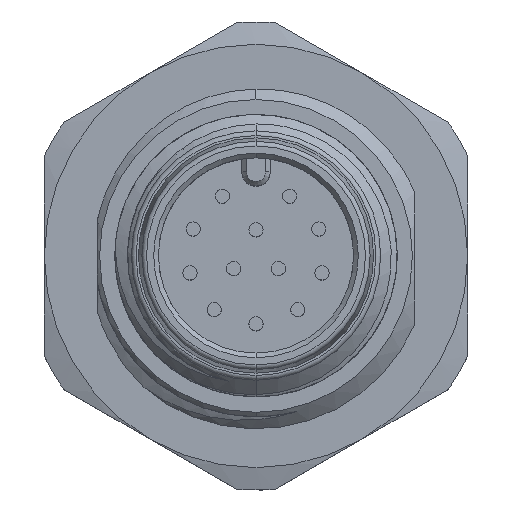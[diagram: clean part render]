
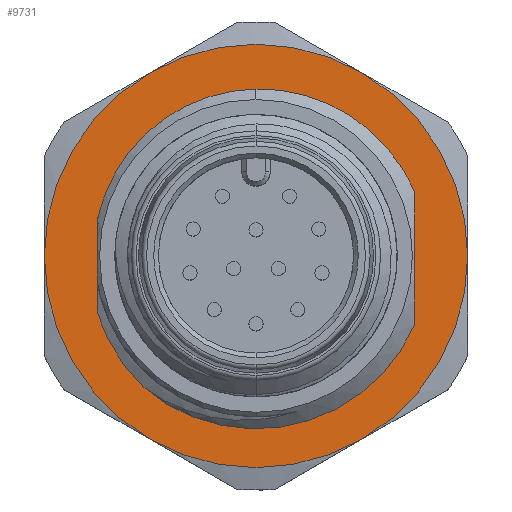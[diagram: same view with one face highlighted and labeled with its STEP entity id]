
A CAD part, top view. The second image highlights one B-rep face of the part: STEP entity #9731.
In plain terms, the highlighted planar face has unit normal (0, 0, 1).
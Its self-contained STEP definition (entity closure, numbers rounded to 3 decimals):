
#2583=CARTESIAN_POINT('',(0.,0.,-11.7));
#2584=DIRECTION('',(0.,0.,-1.));
#2585=DIRECTION('',(0.918,-0.396,0.));
#2586=AXIS2_PLACEMENT_3D('',#2583,#2584,#2585);
#2661=CARTESIAN_POINT('',(0.,0.,-11.7));
#2662=DIRECTION('',(0.,0.,-1.));
#2663=DIRECTION('',(0.5,0.866,0.));
#2664=AXIS2_PLACEMENT_3D('',#2661,#2662,#2663);
#2669=CARTESIAN_POINT('',(0.,0.,-11.7));
#2670=DIRECTION('',(0.,0.,-1.));
#2671=DIRECTION('',(1.,0.,0.));
#2672=AXIS2_PLACEMENT_3D('',#2669,#2670,#2671);
#2677=CARTESIAN_POINT('',(0.,0.,-11.7));
#2678=DIRECTION('',(0.,0.,-1.));
#2679=DIRECTION('',(-0.5,-0.866,0.));
#2680=AXIS2_PLACEMENT_3D('',#2677,#2678,#2679);
#2685=CARTESIAN_POINT('',(0.,0.,-11.7));
#2686=DIRECTION('',(0.,0.,-1.));
#2687=DIRECTION('',(-1.,0.,0.));
#2688=AXIS2_PLACEMENT_3D('',#2685,#2686,#2687);
#2693=DIRECTION('',(0.,1.,0.));
#2694=VECTOR('',#2693,3.909);
#2695=CARTESIAN_POINT('',(-6.75,-2.348,-11.7));
#2696=LINE('',#2695,#2694);
#2707=CARTESIAN_POINT('',(-4.807,-5.56,
-11.7));
#2708=CARTESIAN_POINT('',(-4.939,-5.434,
-11.7));
#2709=CARTESIAN_POINT('',(-5.192,-5.172,
-11.7));
#2710=CARTESIAN_POINT('',(-5.541,-4.75,
-11.7));
#2711=CARTESIAN_POINT('',(-5.857,-4.307,
-11.7));
#2712=CARTESIAN_POINT('',(-6.137,-3.842,
-11.7));
#2713=CARTESIAN_POINT('',(-6.382,-3.359,
-11.7));
#2714=CARTESIAN_POINT('',(-6.588,-2.86,
-11.7));
#2715=CARTESIAN_POINT('',(-6.7,-2.52,
-11.7));
#2716=CARTESIAN_POINT('',(-6.75,-2.348,-11.7));
#2762=CARTESIAN_POINT('',(-6.75,1.561,-11.7));
#2763=CARTESIAN_POINT('',(-6.699,1.735,
-11.7));
#2764=CARTESIAN_POINT('',(-6.585,2.078,
-11.7));
#2765=CARTESIAN_POINT('',(-6.373,2.577,
-11.7));
#2766=CARTESIAN_POINT('',(-6.208,2.894,
-11.7));
#2767=CARTESIAN_POINT('',(-6.119,3.049,
-11.7));
#2808=CARTESIAN_POINT('',(-6.119,3.049,
-11.7));
#2809=CARTESIAN_POINT('',(-6.035,3.218,
-11.7));
#2810=CARTESIAN_POINT('',(-5.853,3.548,
-11.7));
#2811=CARTESIAN_POINT('',(-5.54,4.019,
-11.7));
#2812=CARTESIAN_POINT('',(-5.189,4.463,
-11.7));
#2813=CARTESIAN_POINT('',(-4.803,4.876,
-11.7));
#2814=CARTESIAN_POINT('',(-4.384,5.257,
-11.7));
#2815=CARTESIAN_POINT('',(-3.935,5.601,
-11.7));
#2816=CARTESIAN_POINT('',(-3.459,5.906,
-11.7));
#2817=CARTESIAN_POINT('',(-2.959,6.172,
-11.7));
#2818=CARTESIAN_POINT('',(-2.44,6.395,
-11.7));
#2819=CARTESIAN_POINT('',(-1.903,6.575,
-11.7));
#2820=CARTESIAN_POINT('',(-1.353,6.709,
-11.7));
#2821=CARTESIAN_POINT('',(-0.795,6.798,
-11.7));
#2822=CARTESIAN_POINT('',(-0.23,6.841,
-11.7));
#2823=CARTESIAN_POINT('',(0.335,6.836,
-11.7));
#2824=CARTESIAN_POINT('',(0.899,6.785,
-11.7));
#2825=CARTESIAN_POINT('',(1.456,6.688,-11.7));
#2826=CARTESIAN_POINT('',(2.003,6.545,-11.7));
#2827=CARTESIAN_POINT('',(2.537,6.357,-11.7));
#2828=CARTESIAN_POINT('',(2.88,6.203,-11.7));
#2829=CARTESIAN_POINT('',(3.049,6.119,-11.7));
#2879=CARTESIAN_POINT('',(3.049,6.119,-11.7));
#2880=CARTESIAN_POINT('',(3.213,6.049,-11.7));
#2881=CARTESIAN_POINT('',(3.535,5.895,-11.7));
#2882=CARTESIAN_POINT('',(4.001,5.627,-11.7));
#2883=CARTESIAN_POINT('',(4.447,5.321,-11.7));
#2884=CARTESIAN_POINT('',(4.868,4.981,-11.7));
#2885=CARTESIAN_POINT('',(5.263,4.608,-11.7));
#2886=CARTESIAN_POINT('',(5.629,4.204,-11.7));
#2887=CARTESIAN_POINT('',(5.963,3.771,-11.7));
#2888=CARTESIAN_POINT('',(6.264,3.312,-11.7));
#2889=CARTESIAN_POINT('',(6.529,2.83,-11.7));
#2890=CARTESIAN_POINT('',(6.681,2.495,-11.7));
#2891=CARTESIAN_POINT('',(6.75,2.324,-11.7));
#2983=DIRECTION('',(0.,-1.,0.));
#2984=VECTOR('',#2983,5.232);
#2985=CARTESIAN_POINT('',(6.75,2.324,-11.7));
#2986=LINE('',#2985,#2984);
#3784=CARTESIAN_POINT('',(0.,0.,-11.7));
#3785=DIRECTION('',(0.,0.,1.));
#3786=DIRECTION('',(0.5,0.866,0.));
#3787=AXIS2_PLACEMENT_3D('',#3784,#3785,#3786);
#4191=CARTESIAN_POINT('',(0.,0.,-11.7));
#4192=DIRECTION('',(0.,0.,1.));
#4193=DIRECTION('',(-0.5,-0.866,0.));
#4194=AXIS2_PLACEMENT_3D('',#4191,#4192,#4193);
#7025=CARTESIAN_POINT('',(-6.75,-2.348,-11.7));
#7026=CARTESIAN_POINT('',(-6.75,1.561,-11.7));
#7027=VERTEX_POINT('',#7025);
#7028=VERTEX_POINT('',#7026);
#7029=CARTESIAN_POINT('',(6.75,2.324,-11.7));
#7030=CARTESIAN_POINT('',(6.75,-2.909,-11.7));
#7031=VERTEX_POINT('',#7029);
#7032=VERTEX_POINT('',#7030);
#7033=VERTEX_POINT('',#2707);
#7046=CARTESIAN_POINT('',(4.5,7.794,-11.7));
#7047=CARTESIAN_POINT('',(9.,0.,-11.7));
#7048=VERTEX_POINT('',#7046);
#7049=VERTEX_POINT('',#7047);
#7050=CARTESIAN_POINT('',(4.5,-7.794,-11.7));
#7051=VERTEX_POINT('',#7050);
#7052=CARTESIAN_POINT('',(-4.5,-7.794,-11.7));
#7053=CARTESIAN_POINT('',(-9.,0.,-11.7));
#7054=VERTEX_POINT('',#7052);
#7055=VERTEX_POINT('',#7053);
#7056=CARTESIAN_POINT('',(-4.5,7.794,-11.7));
#7057=VERTEX_POINT('',#7056);
#7114=VERTEX_POINT('',#2767);
#7182=VERTEX_POINT('',#2879);
#9697=CARTESIAN_POINT('',(0.,0.,-11.7));
#9698=DIRECTION('',(0.,0.,1.));
#9699=DIRECTION('',(1.,0.,0.));
#9700=AXIS2_PLACEMENT_3D('',#9697,#9698,#9699);
#9701=PLANE('',#9700);
#9703=ORIENTED_EDGE('',*,*,#9702,.F.);
#9705=ORIENTED_EDGE('',*,*,#9704,.T.);
#9707=ORIENTED_EDGE('',*,*,#9706,.T.);
#9709=ORIENTED_EDGE('',*,*,#9708,.F.);
#9711=ORIENTED_EDGE('',*,*,#9710,.T.);
#9713=ORIENTED_EDGE('',*,*,#9712,.T.);
#9714=EDGE_LOOP('',(#9703,#9705,#9707,#9709,#9711,#9713));
#9715=FACE_OUTER_BOUND('',#9714,.F.);
#9717=ORIENTED_EDGE('',*,*,#9716,.F.);
#9719=ORIENTED_EDGE('',*,*,#9718,.F.);
#9720=ORIENTED_EDGE('',*,*,#9679,.F.);
#9722=ORIENTED_EDGE('',*,*,#9721,.F.);
#9724=ORIENTED_EDGE('',*,*,#9723,.F.);
#9726=ORIENTED_EDGE('',*,*,#9725,.F.);
#9728=ORIENTED_EDGE('',*,*,#9727,.F.);
#9729=EDGE_LOOP('',(#9717,#9719,#9720,#9722,#9724,#9726,#9728));
#9730=FACE_BOUND('',#9729,.F.);
#2587=CIRCLE('',#2586,7.35);
#2665=CIRCLE('',#2664,9.);
#2673=CIRCLE('',#2672,9.);
#2681=CIRCLE('',#2680,9.);
#2689=CIRCLE('',#2688,9.);
#2717=B_SPLINE_CURVE_WITH_KNOTS('',3,(#2707,#2708,#2709,#2710,#2711,#2712,#2713,
#2714,#2715,#2716),.UNSPECIFIED.,.F.,.F.,(4,1,1,1,1,1,1,4),(0.,
0.143,0.286,0.429,0.571,
0.714,0.857,1.),.UNSPECIFIED.);
#2768=B_SPLINE_CURVE_WITH_KNOTS('',3,(#2762,#2763,#2764,#2765,#2766,#2767),
.UNSPECIFIED.,.F.,.F.,(4,1,1,4),(0.,0.333,0.667,1.),
.UNSPECIFIED.);
#2830=B_SPLINE_CURVE_WITH_KNOTS('',3,(#2808,#2809,#2810,#2811,#2812,#2813,#2814,
#2815,#2816,#2817,#2818,#2819,#2820,#2821,#2822,#2823,#2824,#2825,#2826,#2827,
#2828,#2829),.UNSPECIFIED.,.F.,.F.,(4,1,1,1,1,1,1,1,1,1,1,1,1,1,1,1,1,1,1,4),(
0.,0.053,0.105,0.158,0.211,
0.263,0.316,0.368,0.421,
0.474,0.526,0.579,0.632,
0.684,0.737,0.789,0.842,
0.895,0.947,1.),.UNSPECIFIED.);
#2892=B_SPLINE_CURVE_WITH_KNOTS('',3,(#2879,#2880,#2881,#2882,#2883,#2884,#2885,
#2886,#2887,#2888,#2889,#2890,#2891),.UNSPECIFIED.,.F.,.F.,(4,1,1,1,1,1,1,1,1,1,
4),(0.,0.1,0.2,0.3,0.4,0.5,0.6,0.7,0.8,0.9,1.),
.UNSPECIFIED.);
#3788=CIRCLE('',#3787,9.);
#4195=CIRCLE('',#4194,9.);
#9679=EDGE_CURVE('',#7032,#7033,#2587,.T.);
#9702=EDGE_CURVE('',#7048,#7057,#3788,.T.);
#9704=EDGE_CURVE('',#7048,#7049,#2665,.T.);
#9706=EDGE_CURVE('',#7049,#7051,#2673,.T.);
#9708=EDGE_CURVE('',#7054,#7051,#4195,.T.);
#9710=EDGE_CURVE('',#7054,#7055,#2681,.T.);
#9712=EDGE_CURVE('',#7055,#7057,#2689,.T.);
#9716=EDGE_CURVE('',#7027,#7028,#2696,.T.);
#9718=EDGE_CURVE('',#7033,#7027,#2717,.T.);
#9721=EDGE_CURVE('',#7031,#7032,#2986,.T.);
#9723=EDGE_CURVE('',#7182,#7031,#2892,.T.);
#9725=EDGE_CURVE('',#7114,#7182,#2830,.T.);
#9727=EDGE_CURVE('',#7028,#7114,#2768,.T.);
#9731=ADVANCED_FACE('',(#9715,#9730),#9701,.T.);
